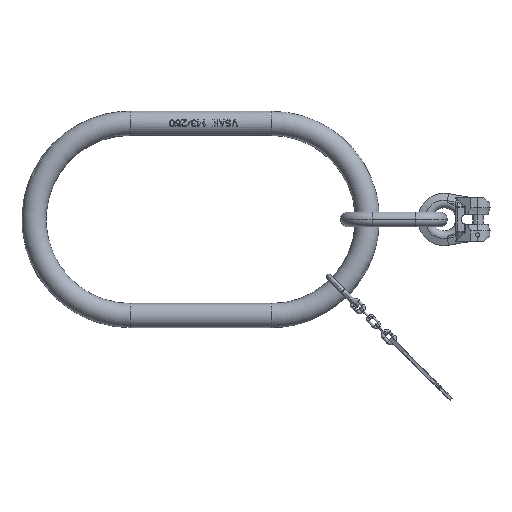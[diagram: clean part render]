
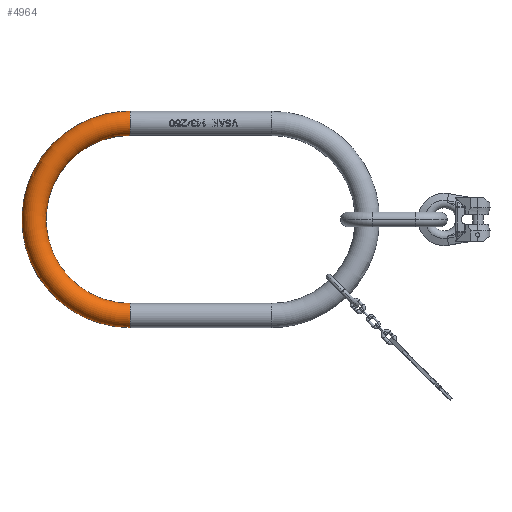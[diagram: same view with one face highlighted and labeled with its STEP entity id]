
A CAD part, top view. The second image highlights one B-rep face of the part: STEP entity #4964.
In plain terms, the highlighted toroidal (fillet/blend) face has major radius 143 mm and minor radius 18 mm.
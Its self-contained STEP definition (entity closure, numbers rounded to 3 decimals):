
#112=CARTESIAN_POINT('',(125.,-143.,0.));
#113=DIRECTION('',(-1.,0.,0.));
#114=DIRECTION('',(0.,-1.,0.));
#115=AXIS2_PLACEMENT_3D('',#112,#113,#114);
#117=CARTESIAN_POINT('',(125.,-161.,0.));
#118=CARTESIAN_POINT('',(121.694,-161.,0.));
#119=CARTESIAN_POINT('',(115.082,-160.796,0.));
#120=CARTESIAN_POINT('',(105.202,-159.881,0.));
#121=CARTESIAN_POINT('',(95.398,-158.359,0.));
#122=CARTESIAN_POINT('',(85.705,-156.236,0.));
#123=CARTESIAN_POINT('',(76.162,-153.521,0.));
#124=CARTESIAN_POINT('',(66.803,-150.223,0.));
#125=CARTESIAN_POINT('',(57.666,-146.355,0.));
#126=CARTESIAN_POINT('',(48.784,-141.933,0.));
#127=CARTESIAN_POINT('',(40.191,-136.972,0.));
#128=CARTESIAN_POINT('',(31.92,-131.491,0.));
#129=CARTESIAN_POINT('',(24.001,-125.511,0.));
#130=CARTESIAN_POINT('',(16.466,-119.056,0.));
#131=CARTESIAN_POINT('',(9.343,-112.148,0.));
#132=CARTESIAN_POINT('',(2.658,-104.816,0.));
#133=CARTESIAN_POINT('',(-3.562,-97.086,0.));
#134=CARTESIAN_POINT('',(-9.295,-88.987,0.));
#135=CARTESIAN_POINT('',(-14.518,-80.551,0.));
#136=CARTESIAN_POINT('',(-19.212,-71.809,0.));
#137=CARTESIAN_POINT('',(-23.36,-62.795,0.));
#138=CARTESIAN_POINT('',(-26.944,-53.543,0.));
#139=CARTESIAN_POINT('',(-29.952,-44.088,0.));
#140=CARTESIAN_POINT('',(-32.372,-34.465,0.));
#141=CARTESIAN_POINT('',(-34.195,-24.712,0.));
#142=CARTESIAN_POINT('',(-35.415,-14.865,0.));
#143=CARTESIAN_POINT('',(-36.025,-4.961,0.));
#144=CARTESIAN_POINT('',(-36.025,4.961,0.));
#145=CARTESIAN_POINT('',(-35.415,14.865,0.));
#146=CARTESIAN_POINT('',(-34.195,24.712,0.));
#147=CARTESIAN_POINT('',(-32.372,34.465,0.));
#148=CARTESIAN_POINT('',(-29.952,44.088,0.));
#149=CARTESIAN_POINT('',(-26.944,53.543,0.));
#150=CARTESIAN_POINT('',(-23.36,62.795,0.));
#151=CARTESIAN_POINT('',(-19.212,71.809,0.));
#152=CARTESIAN_POINT('',(-14.518,80.551,0.));
#153=CARTESIAN_POINT('',(-9.295,88.987,0.));
#154=CARTESIAN_POINT('',(-3.562,97.086,0.));
#155=CARTESIAN_POINT('',(2.658,104.816,0.));
#156=CARTESIAN_POINT('',(9.343,112.148,0.));
#157=CARTESIAN_POINT('',(16.466,119.056,0.));
#158=CARTESIAN_POINT('',(24.001,125.511,0.));
#159=CARTESIAN_POINT('',(31.92,131.491,0.));
#160=CARTESIAN_POINT('',(40.191,136.972,0.));
#161=CARTESIAN_POINT('',(48.784,141.933,0.));
#162=CARTESIAN_POINT('',(57.666,146.355,0.));
#163=CARTESIAN_POINT('',(66.803,150.223,0.));
#164=CARTESIAN_POINT('',(76.162,153.521,0.));
#165=CARTESIAN_POINT('',(85.705,156.236,0.));
#166=CARTESIAN_POINT('',(95.398,158.359,0.));
#167=CARTESIAN_POINT('',(105.202,159.881,0.));
#168=CARTESIAN_POINT('',(115.082,160.796,0.));
#169=CARTESIAN_POINT('',(121.694,161.,0.));
#170=CARTESIAN_POINT('',(125.,161.,0.));
#172=CARTESIAN_POINT('',(125.,143.,0.));
#173=DIRECTION('',(1.,0.,0.));
#174=DIRECTION('',(0.,1.,0.));
#175=AXIS2_PLACEMENT_3D('',#172,#173,#174);
#3482=CARTESIAN_POINT('',(125.,-125.,0.));
#3483=CARTESIAN_POINT('',(122.273,-125.,0.));
#3484=CARTESIAN_POINT('',(116.819,-124.821,0.));
#3485=CARTESIAN_POINT('',(108.673,-124.019,0.));
#3486=CARTESIAN_POINT('',(100.596,-122.686,0.));
#3487=CARTESIAN_POINT('',(92.625,-120.827,0.));
#3488=CARTESIAN_POINT('',(84.791,-118.451,0.));
#3489=CARTESIAN_POINT('',(77.13,-115.567,0.));
#3490=CARTESIAN_POINT('',(69.674,-112.189,0.));
#3491=CARTESIAN_POINT('',(62.455,-108.33,0.));
#3492=CARTESIAN_POINT('',(55.504,-104.008,0.));
#3493=CARTESIAN_POINT('',(48.85,-99.24,0.));
#3494=CARTESIAN_POINT('',(42.523,-94.047,0.));
#3495=CARTESIAN_POINT('',(36.549,-88.451,0.));
#3496=CARTESIAN_POINT('',(30.953,-82.477,0.));
#3497=CARTESIAN_POINT('',(25.76,-76.15,0.));
#3498=CARTESIAN_POINT('',(20.992,-69.496,0.));
#3499=CARTESIAN_POINT('',(16.67,-62.545,0.));
#3500=CARTESIAN_POINT('',(12.811,-55.326,0.));
#3501=CARTESIAN_POINT('',(9.433,-47.87,0.));
#3502=CARTESIAN_POINT('',(6.549,-40.209,0.));
#3503=CARTESIAN_POINT('',(4.173,-32.375,0.));
#3504=CARTESIAN_POINT('',(2.314,-24.404,0.));
#3505=CARTESIAN_POINT('',(0.981,-16.327,0.));
#3506=CARTESIAN_POINT('',(0.179,-8.181,0.));
#3507=CARTESIAN_POINT('',(-0.089,0.,0.));
#3508=CARTESIAN_POINT('',(0.179,8.181,0.));
#3509=CARTESIAN_POINT('',(0.981,16.327,0.));
#3510=CARTESIAN_POINT('',(2.314,24.404,0.));
#3511=CARTESIAN_POINT('',(4.173,32.375,0.));
#3512=CARTESIAN_POINT('',(6.549,40.209,0.));
#3513=CARTESIAN_POINT('',(9.433,47.87,0.));
#3514=CARTESIAN_POINT('',(12.811,55.326,0.));
#3515=CARTESIAN_POINT('',(16.67,62.545,0.));
#3516=CARTESIAN_POINT('',(20.992,69.496,0.));
#3517=CARTESIAN_POINT('',(25.76,76.15,0.));
#3518=CARTESIAN_POINT('',(30.953,82.477,0.));
#3519=CARTESIAN_POINT('',(36.549,88.451,0.));
#3520=CARTESIAN_POINT('',(42.523,94.047,0.));
#3521=CARTESIAN_POINT('',(48.85,99.24,0.));
#3522=CARTESIAN_POINT('',(55.504,104.008,0.));
#3523=CARTESIAN_POINT('',(62.455,108.33,0.));
#3524=CARTESIAN_POINT('',(69.674,112.189,0.));
#3525=CARTESIAN_POINT('',(77.13,115.567,0.));
#3526=CARTESIAN_POINT('',(84.791,118.451,0.));
#3527=CARTESIAN_POINT('',(92.625,120.827,0.));
#3528=CARTESIAN_POINT('',(100.596,122.686,0.));
#3529=CARTESIAN_POINT('',(108.673,124.019,0.));
#3530=CARTESIAN_POINT('',(116.819,124.821,0.));
#3531=CARTESIAN_POINT('',(122.273,125.,0.));
#3532=CARTESIAN_POINT('',(125.,125.,0.));
#3548=CARTESIAN_POINT('',(125.,161.,0.));
#3549=CARTESIAN_POINT('',(125.,125.,0.));
#3550=VERTEX_POINT('',#3548);
#3551=VERTEX_POINT('',#3549);
#3560=CARTESIAN_POINT('',(125.,-161.,0.));
#3561=CARTESIAN_POINT('',(125.,-125.,0.));
#3562=VERTEX_POINT('',#3560);
#3563=VERTEX_POINT('',#3561);
#4950=CARTESIAN_POINT('',(125.,0.,0.));
#4951=DIRECTION('',(0.,0.,-1.));
#4952=DIRECTION('',(0.,1.,0.));
#4953=AXIS2_PLACEMENT_3D('',#4950,#4951,#4952);
#4954=TOROIDAL_SURFACE('',#4953,143.,18.);
#4956=ORIENTED_EDGE('',*,*,#4955,.F.);
#4958=ORIENTED_EDGE('',*,*,#4957,.T.);
#4959=ORIENTED_EDGE('',*,*,#4403,.T.);
#4961=ORIENTED_EDGE('',*,*,#4960,.F.);
#4962=EDGE_LOOP('',(#4956,#4958,#4959,#4961));
#4963=FACE_OUTER_BOUND('',#4962,.F.);
#4964=ADVANCED_FACE('',(#4963),#4954,.T.);
#116=CIRCLE('',#115,18.);
#171=B_SPLINE_CURVE_WITH_KNOTS('',3,(#117,#118,#119,#120,#121,#122,#123,#124,
#125,#126,#127,#128,#129,#130,#131,#132,#133,#134,#135,#136,#137,#138,#139,#140,
#141,#142,#143,#144,#145,#146,#147,#148,#149,#150,#151,#152,#153,#154,#155,#156,
#157,#158,#159,#160,#161,#162,#163,#164,#165,#166,#167,#168,#169,#170),
.UNSPECIFIED.,.F.,.F.,(4,1,1,1,1,1,1,1,1,1,1,1,1,1,1,1,1,1,1,1,1,1,1,1,1,1,1,1,
1,1,1,1,1,1,1,1,1,1,1,1,1,1,1,1,1,1,1,1,1,1,1,4),(0.,0.02,
0.039,0.059,0.078,0.098,
0.118,0.137,0.157,0.176,
0.196,0.216,0.235,0.255,
0.275,0.294,0.314,0.333,
0.353,0.373,0.392,0.412,
0.431,0.451,0.471,0.49,
0.51,0.529,0.549,0.569,
0.588,0.608,0.627,0.647,
0.667,0.686,0.706,0.725,
0.745,0.765,0.784,0.804,
0.824,0.843,0.863,0.882,
0.902,0.922,0.941,0.961,
0.98,1.),.UNSPECIFIED.);
#176=CIRCLE('',#175,18.);
#3533=B_SPLINE_CURVE_WITH_KNOTS('',3,(#3482,#3483,#3484,#3485,#3486,#3487,#3488,
#3489,#3490,#3491,#3492,#3493,#3494,#3495,#3496,#3497,#3498,#3499,#3500,#3501,
#3502,#3503,#3504,#3505,#3506,#3507,#3508,#3509,#3510,#3511,#3512,#3513,#3514,
#3515,#3516,#3517,#3518,#3519,#3520,#3521,#3522,#3523,#3524,#3525,#3526,#3527,
#3528,#3529,#3530,#3531,#3532),.UNSPECIFIED.,.F.,.F.,(4,1,1,1,1,1,1,1,1,1,1,1,1,
1,1,1,1,1,1,1,1,1,1,1,1,1,1,1,1,1,1,1,1,1,1,1,1,1,1,1,1,1,1,1,1,1,1,1,4),(0.,
0.021,0.042,0.063,0.083,0.104,
0.125,0.146,0.167,0.188,0.208,
0.229,0.25,0.271,0.292,0.313,
0.333,0.354,0.375,0.396,0.417,
0.438,0.458,0.479,0.5,0.521,
0.542,0.563,0.583,0.604,0.625,
0.646,0.667,0.688,0.708,
0.729,0.75,0.771,0.792,0.813,
0.833,0.854,0.875,0.896,0.917,
0.938,0.958,0.979,1.),.UNSPECIFIED.);
#4403=EDGE_CURVE('',#3550,#3551,#176,.T.);
#4955=EDGE_CURVE('',#3562,#3563,#116,.T.);
#4957=EDGE_CURVE('',#3562,#3550,#171,.T.);
#4960=EDGE_CURVE('',#3563,#3551,#3533,.T.);
